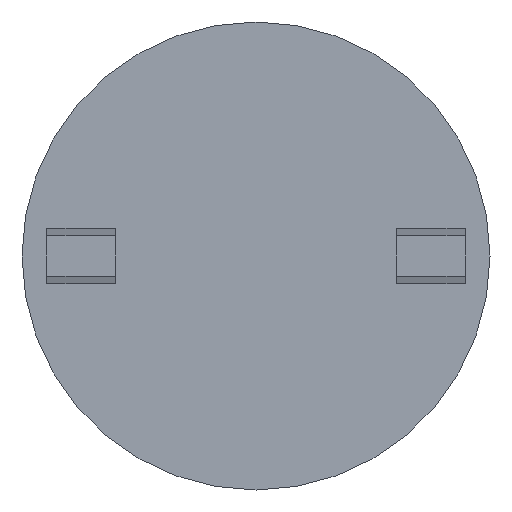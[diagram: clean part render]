
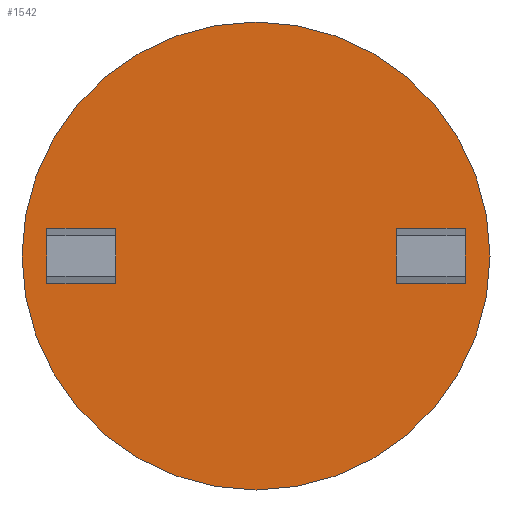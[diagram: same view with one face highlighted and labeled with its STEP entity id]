
A CAD part, front view. The second image highlights one B-rep face of the part: STEP entity #1542.
In plain terms, the highlighted planar face has unit normal (0, -1, 0).
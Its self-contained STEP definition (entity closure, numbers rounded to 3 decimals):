
#1526=CARTESIAN_POINT('',(0.,-0.,0.));
#1527=DIRECTION('',(0.,1.,0.));
#1528=DIRECTION('',(0.,0.,1.));
#1529=AXIS2_PLACEMENT_3D('',#1526,#1527,#1528);
#1530=PLANE('',#1529);
#1531=CARTESIAN_POINT('',(-0.,-0.,-1.7));
#1532=VERTEX_POINT('',#1531);
#1533=CARTESIAN_POINT('',(0.,-0.,0.));
#1534=DIRECTION('',(0.,-1.,0.));
#1535=DIRECTION('',(0.,0.,-1.));
#1536=AXIS2_PLACEMENT_3D('',#1533,#1534,#1535);
#1537=CIRCLE('',#1536,1.7);
#1538=EDGE_CURVE('',#1532,#1532,#1537,.T.);
#1539=ORIENTED_EDGE('',*,*,#1538,.T.);
#1540=EDGE_LOOP('',(#1539));
#1541=FACE_BOUND('',#1540,.T.);
#1542=ADVANCED_FACE('',(#1541),#1530,.F.);
